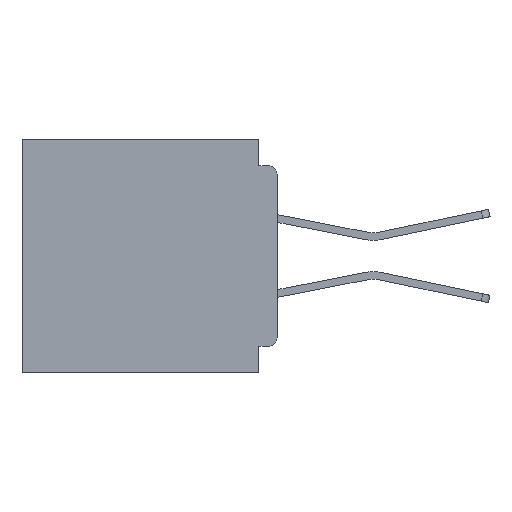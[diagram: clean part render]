
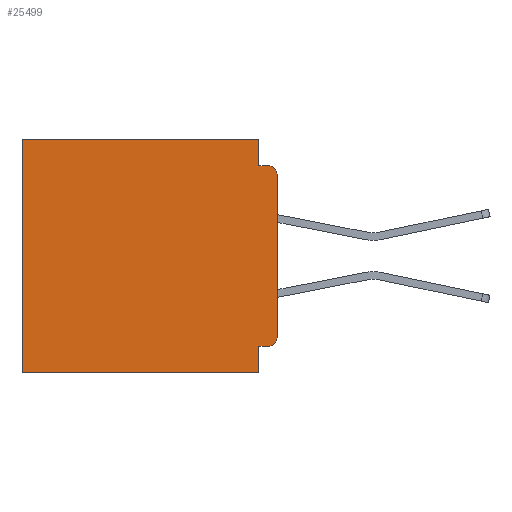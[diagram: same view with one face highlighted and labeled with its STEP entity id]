
A CAD part, left-side view. The second image highlights one B-rep face of the part: STEP entity #25499.
In plain terms, the highlighted planar face has unit normal (-1, 0, 0).
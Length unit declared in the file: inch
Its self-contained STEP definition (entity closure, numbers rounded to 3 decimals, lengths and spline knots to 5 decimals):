
#456 = CARTESIAN_POINT ( 'NONE',  ( 0.3, 0.437, -0.4 ) ) ;
#635 = VERTEX_POINT ( 'NONE', #47200 ) ;
#1056 = ORIENTED_EDGE ( 'NONE', *, *, #5548, .F. ) ;
#1657 = VERTEX_POINT ( 'NONE', #44255 ) ;
#1699 = ORIENTED_EDGE ( 'NONE', *, *, #46050, .F. ) ;
#2046 = CARTESIAN_POINT ( 'NONE',  ( 0.3, 0.031, 0. ) ) ;
#2503 = CARTESIAN_POINT ( 'NONE',  ( 0.3, 0.015, -0.34 ) ) ;
#2722 = CIRCLE ( 'NONE', #35736, 0.015 ) ;
#3616 = CARTESIAN_POINT ( 'NONE',  ( 0.3, 0.031, -0.4 ) ) ;
#5343 = EDGE_LOOP ( 'NONE', ( #19073, #52829, #44283, #1699, #39654, #54852, #1056, #48941, #16501, #30422 ) ) ;
#5548 = EDGE_CURVE ( 'NONE', #36493, #40551, #23551, .T. ) ;
#5958 = CARTESIAN_POINT ( 'NONE',  ( 0.3, 0.031, -0.4 ) ) ;
#6227 = EDGE_CURVE ( 'NONE', #9625, #24772, #36148, .T. ) ;
#6297 = LINE ( 'NONE', #7922, #16321 ) ;
#6307 = VECTOR ( 'NONE', #17124, 39.37008 ) ;
#6376 = DIRECTION ( 'NONE',  ( 0., 0., -1. ) ) ;
#6837 = DIRECTION ( 'NONE',  ( 0., 0., -1. ) ) ;
#7922 = CARTESIAN_POINT ( 'NONE',  ( 0.3, 0., -0.4 ) ) ;
#8754 = AXIS2_PLACEMENT_3D ( 'NONE', #21204, #50800, #25461 ) ;
#9165 = DIRECTION ( 'NONE',  ( 0., 1., 0. ) ) ;
#9268 = EDGE_CURVE ( 'NONE', #24772, #40551, #9955, .T. ) ;
#9625 = VERTEX_POINT ( 'NONE', #31479 ) ;
#9671 = CARTESIAN_POINT ( 'NONE',  ( 0.3, 0.031, -0.355 ) ) ;
#9955 = LINE ( 'NONE', #33359, #53622 ) ;
#10510 = LINE ( 'NONE', #5958, #54182 ) ;
#10688 = DIRECTION ( 'NONE',  ( -1., 0., 0. ) ) ;
#12304 = VECTOR ( 'NONE', #9165, 39.37008 ) ;
#13223 = CARTESIAN_POINT ( 'NONE',  ( 0.3, 0., -0.355 ) ) ;
#13704 = EDGE_CURVE ( 'NONE', #1657, #25237, #6297, .T. ) ;
#15095 = VERTEX_POINT ( 'NONE', #9671 ) ;
#16321 = VECTOR ( 'NONE', #37593, 39.37008 ) ;
#16501 = ORIENTED_EDGE ( 'NONE', *, *, #21396, .F. ) ;
#17124 = DIRECTION ( 'NONE',  ( 0., -1., 0. ) ) ;
#17497 = DIRECTION ( 'NONE',  ( 0., 1., 0. ) ) ;
#17669 = LINE ( 'NONE', #25433, #6307 ) ;
#19073 = ORIENTED_EDGE ( 'NONE', *, *, #13704, .F. ) ;
#21204 = CARTESIAN_POINT ( 'NONE',  ( 0.3, 0., -0.4 ) ) ;
#21396 = EDGE_CURVE ( 'NONE', #44851, #15095, #24693, .T. ) ;
#21770 = CARTESIAN_POINT ( 'NONE',  ( 0.3, 0., -0.4 ) ) ;
#22083 = CARTESIAN_POINT ( 'NONE',  ( 0.3, 0., 0. ) ) ;
#23434 = CARTESIAN_POINT ( 'NONE',  ( 0.3, 0.015, -0.355 ) ) ;
#23551 = LINE ( 'NONE', #21770, #12304 ) ;
#24693 = LINE ( 'NONE', #13223, #45903 ) ;
#24772 = VERTEX_POINT ( 'NONE', #45912 ) ;
#24870 = VECTOR ( 'NONE', #30595, 39.37008 ) ;
#25237 = VERTEX_POINT ( 'NONE', #40297 ) ;
#25433 = CARTESIAN_POINT ( 'NONE',  ( 0.3, 0., -0.045 ) ) ;
#25461 = DIRECTION ( 'NONE',  ( 0., 0., -1. ) ) ;
#25499 = ADVANCED_FACE ( 'NONE', ( #49497 ), #46572, .F. ) ;
#26481 = VECTOR ( 'NONE', #6376, 39.37008 ) ;
#27139 = DIRECTION ( 'NONE',  ( 0., 0., -1. ) ) ;
#29060 = AXIS2_PLACEMENT_3D ( 'NONE', #2503, #32253, #6837 ) ;
#29172 = CARTESIAN_POINT ( 'NONE',  ( 0.3, 0.015, -0.045 ) ) ;
#30422 = ORIENTED_EDGE ( 'NONE', *, *, #42617, .T. ) ;
#30595 = DIRECTION ( 'NONE',  ( 0., 1., 0. ) ) ;
#31007 = EDGE_CURVE ( 'NONE', #1657, #40391, #2722, .T. ) ;
#31479 = CARTESIAN_POINT ( 'NONE',  ( 0.3, 0.031, 0. ) ) ;
#32253 = DIRECTION ( 'NONE',  ( -1., 0., 0. ) ) ;
#33359 = CARTESIAN_POINT ( 'NONE',  ( 0.3, 0.437, -0.4 ) ) ;
#33533 = EDGE_CURVE ( 'NONE', #15095, #36493, #10510, .T. ) ;
#35503 = CIRCLE ( 'NONE', #29060, 0.015 ) ;
#35736 = AXIS2_PLACEMENT_3D ( 'NONE', #36043, #10688, #40282 ) ;
#36043 = CARTESIAN_POINT ( 'NONE',  ( 0.3, 0.015, -0.06 ) ) ;
#36148 = LINE ( 'NONE', #22083, #24870 ) ;
#36493 = VERTEX_POINT ( 'NONE', #3616 ) ;
#37593 = DIRECTION ( 'NONE',  ( 0., 0., -1. ) ) ;
#39064 = LINE ( 'NONE', #2046, #26481 ) ;
#39654 = ORIENTED_EDGE ( 'NONE', *, *, #6227, .T. ) ;
#40282 = DIRECTION ( 'NONE',  ( 0., 0., -1. ) ) ;
#40297 = CARTESIAN_POINT ( 'NONE',  ( 0.3, 0., -0.34 ) ) ;
#40391 = VERTEX_POINT ( 'NONE', #29172 ) ;
#40551 = VERTEX_POINT ( 'NONE', #456 ) ;
#42257 = EDGE_CURVE ( 'NONE', #635, #40391, #17669, .T. ) ;
#42617 = EDGE_CURVE ( 'NONE', #44851, #25237, #35503, .T. ) ;
#44255 = CARTESIAN_POINT ( 'NONE',  ( 0.3, 0., -0.06 ) ) ;
#44283 = ORIENTED_EDGE ( 'NONE', *, *, #42257, .F. ) ;
#44851 = VERTEX_POINT ( 'NONE', #23434 ) ;
#45903 = VECTOR ( 'NONE', #17497, 39.37008 ) ;
#45912 = CARTESIAN_POINT ( 'NONE',  ( 0.3, 0.437, 0. ) ) ;
#46050 = EDGE_CURVE ( 'NONE', #9625, #635, #39064, .T. ) ;
#46572 = PLANE ( 'NONE',  #8754 ) ;
#47200 = CARTESIAN_POINT ( 'NONE',  ( 0.3, 0.031, -0.045 ) ) ;
#48941 = ORIENTED_EDGE ( 'NONE', *, *, #33533, .F. ) ;
#49497 = FACE_OUTER_BOUND ( 'NONE', #5343, .T. ) ;
#50800 = DIRECTION ( 'NONE',  ( 1., 0., 0. ) ) ;
#52829 = ORIENTED_EDGE ( 'NONE', *, *, #31007, .T. ) ;
#53622 = VECTOR ( 'NONE', #54410, 39.37008 ) ;
#54182 = VECTOR ( 'NONE', #27139, 39.37008 ) ;
#54410 = DIRECTION ( 'NONE',  ( 0., 0., -1. ) ) ;
#54852 = ORIENTED_EDGE ( 'NONE', *, *, #9268, .T. ) ;
